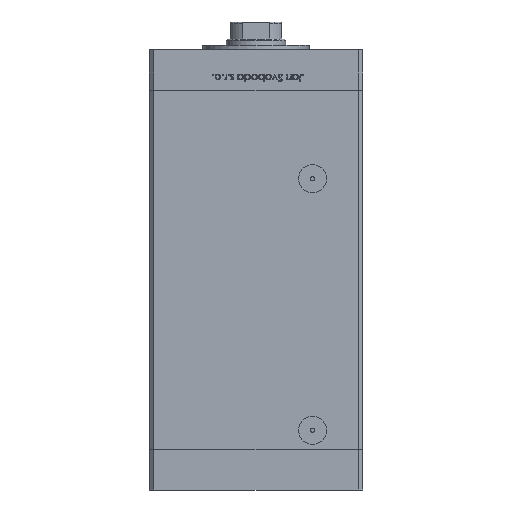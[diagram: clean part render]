
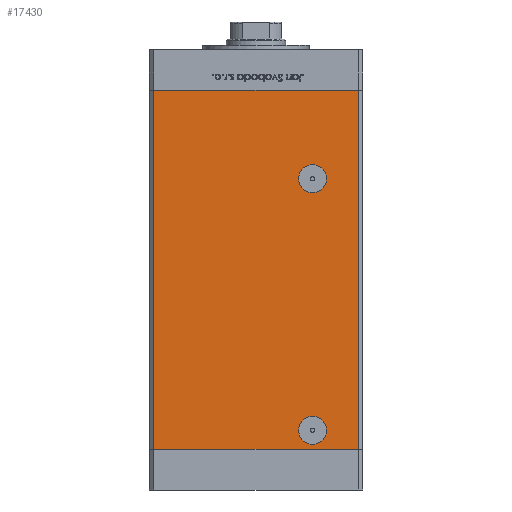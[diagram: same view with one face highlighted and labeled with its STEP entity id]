
A CAD part, front view. The second image highlights one B-rep face of the part: STEP entity #17430.
In plain terms, the highlighted planar face has unit normal (0, -1, 0).
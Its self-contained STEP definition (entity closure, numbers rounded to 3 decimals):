
#1382 = FACE_BOUND ( 'NONE', #3318, .T. ) ;
#1619 = VECTOR ( 'NONE', #25924, 1000. ) ;
#2357 = DIRECTION ( 'NONE',  ( 0., 1., 0. ) ) ;
#2538 = ORIENTED_EDGE ( 'NONE', *, *, #20474, .F. ) ;
#3318 = EDGE_LOOP ( 'NONE', ( #52145, #10429 ) ) ;
#3504 = CARTESIAN_POINT ( 'NONE',  ( 48., -43.5, 0. ) ) ;
#3638 = AXIS2_PLACEMENT_3D ( 'NONE', #34828, #2357, #51164 ) ;
#3882 = EDGE_CURVE ( 'NONE', #6874, #47320, #22104, .T. ) ;
#4938 = EDGE_CURVE ( 'NONE', #37897, #36220, #41566, .T. ) ;
#5222 = VERTEX_POINT ( 'NONE', #34765 ) ;
#5490 = DIRECTION ( 'NONE',  ( 0., 0., -1. ) ) ;
#5724 = DIRECTION ( 'NONE',  ( 0., 0., -1. ) ) ;
#6771 = EDGE_CURVE ( 'NONE', #25536, #47320, #24250, .T. ) ;
#6874 = VERTEX_POINT ( 'NONE', #16318 ) ;
#8714 = DIRECTION ( 'NONE',  ( 1., 0., 0. ) ) ;
#9583 = FACE_BOUND ( 'NONE', #26622, .T. ) ;
#10429 = ORIENTED_EDGE ( 'NONE', *, *, #44143, .T. ) ;
#11309 = VECTOR ( 'NONE', #20029, 1000. ) ;
#12132 = EDGE_CURVE ( 'NONE', #16520, #25536, #12551, .T. ) ;
#12418 = AXIS2_PLACEMENT_3D ( 'NONE', #37281, #13544, #24900 ) ;
#12551 = LINE ( 'NONE', #26253, #31680 ) ;
#12676 = CARTESIAN_POINT ( 'NONE',  ( -48., -43.5, 0. ) ) ;
#12681 = CARTESIAN_POINT ( 'NONE',  ( 48., -43.5, 168.5 ) ) ;
#13544 = DIRECTION ( 'NONE',  ( 0., 1., 0. ) ) ;
#14074 = CIRCLE ( 'NONE', #32598, 6.58 ) ;
#14231 = CARTESIAN_POINT ( 'NONE',  ( 26.5, -43.5, 127. ) ) ;
#16318 = CARTESIAN_POINT ( 'NONE',  ( -48., -43.5, 0. ) ) ;
#16520 = VERTEX_POINT ( 'NONE', #42615 ) ;
#16573 = CARTESIAN_POINT ( 'NONE',  ( 26.5, -43.5, 15.58 ) ) ;
#16972 = ORIENTED_EDGE ( 'NONE', *, *, #42608, .F. ) ;
#17430 = ADVANCED_FACE ( 'NONE', ( #9583, #49675, #1382 ), #37014, .F. ) ;
#17933 = VECTOR ( 'NONE', #8714, 1000. ) ;
#20029 = DIRECTION ( 'NONE',  ( 0., 0., -1. ) ) ;
#20474 = EDGE_CURVE ( 'NONE', #5222, #26635, #14074, .T. ) ;
#21565 = DIRECTION ( 'NONE',  ( 0., -1., 0. ) ) ;
#21970 = LINE ( 'NONE', #30151, #1619 ) ;
#22104 = LINE ( 'NONE', #12676, #17933 ) ;
#22590 = AXIS2_PLACEMENT_3D ( 'NONE', #14231, #42452, #30332 ) ;
#23970 = CARTESIAN_POINT ( 'NONE',  ( 26.5, -43.5, 133.58 ) ) ;
#24211 = CIRCLE ( 'NONE', #38554, 6.58 ) ;
#24250 = LINE ( 'NONE', #28207, #11309 ) ;
#24900 = DIRECTION ( 'NONE',  ( 0., 0., 1. ) ) ;
#25527 = CARTESIAN_POINT ( 'NONE',  ( 26.5, -43.5, 9. ) ) ;
#25536 = VERTEX_POINT ( 'NONE', #12681 ) ;
#25557 = CARTESIAN_POINT ( 'NONE',  ( 26.5, -43.5, 9. ) ) ;
#25924 = DIRECTION ( 'NONE',  ( 0., 0., -1. ) ) ;
#26253 = CARTESIAN_POINT ( 'NONE',  ( -48., -43.5, 168.5 ) ) ;
#26622 = EDGE_LOOP ( 'NONE', ( #2538, #16972 ) ) ;
#26635 = VERTEX_POINT ( 'NONE', #16573 ) ;
#26778 = ORIENTED_EDGE ( 'NONE', *, *, #6771, .F. ) ;
#28207 = CARTESIAN_POINT ( 'NONE',  ( 48., -43.5, 168.5 ) ) ;
#28645 = EDGE_CURVE ( 'NONE', #16520, #6874, #21970, .T. ) ;
#30151 = CARTESIAN_POINT ( 'NONE',  ( -48., -43.5, 168.5 ) ) ;
#30332 = DIRECTION ( 'NONE',  ( 0., 0., -1. ) ) ;
#31680 = VECTOR ( 'NONE', #37842, 1000. ) ;
#32598 = AXIS2_PLACEMENT_3D ( 'NONE', #25527, #21565, #5724 ) ;
#34765 = CARTESIAN_POINT ( 'NONE',  ( 26.5, -43.5, 2.42 ) ) ;
#34828 = CARTESIAN_POINT ( 'NONE',  ( 26.5, -43.5, 127. ) ) ;
#34967 = ORIENTED_EDGE ( 'NONE', *, *, #3882, .T. ) ;
#36220 = VERTEX_POINT ( 'NONE', #23970 ) ;
#37014 = PLANE ( 'NONE',  #12418 ) ;
#37281 = CARTESIAN_POINT ( 'NONE',  ( -48., -43.5, 168.5 ) ) ;
#37842 = DIRECTION ( 'NONE',  ( 1., 0., 0. ) ) ;
#37897 = VERTEX_POINT ( 'NONE', #50060 ) ;
#38554 = AXIS2_PLACEMENT_3D ( 'NONE', #25557, #41640, #5490 ) ;
#39927 = EDGE_LOOP ( 'NONE', ( #34967, #26778, #49493, #40382 ) ) ;
#40382 = ORIENTED_EDGE ( 'NONE', *, *, #28645, .T. ) ;
#41566 = CIRCLE ( 'NONE', #3638, 6.58 ) ;
#41640 = DIRECTION ( 'NONE',  ( 0., -1., 0. ) ) ;
#42452 = DIRECTION ( 'NONE',  ( 0., 1., 0. ) ) ;
#42608 = EDGE_CURVE ( 'NONE', #26635, #5222, #24211, .T. ) ;
#42615 = CARTESIAN_POINT ( 'NONE',  ( -48., -43.5, 168.5 ) ) ;
#44143 = EDGE_CURVE ( 'NONE', #36220, #37897, #45308, .T. ) ;
#45308 = CIRCLE ( 'NONE', #22590, 6.58 ) ;
#47320 = VERTEX_POINT ( 'NONE', #3504 ) ;
#49493 = ORIENTED_EDGE ( 'NONE', *, *, #12132, .F. ) ;
#49675 = FACE_OUTER_BOUND ( 'NONE', #39927, .T. ) ;
#50060 = CARTESIAN_POINT ( 'NONE',  ( 26.5, -43.5, 120.42 ) ) ;
#51164 = DIRECTION ( 'NONE',  ( 0., 0., -1. ) ) ;
#52145 = ORIENTED_EDGE ( 'NONE', *, *, #4938, .T. ) ;
